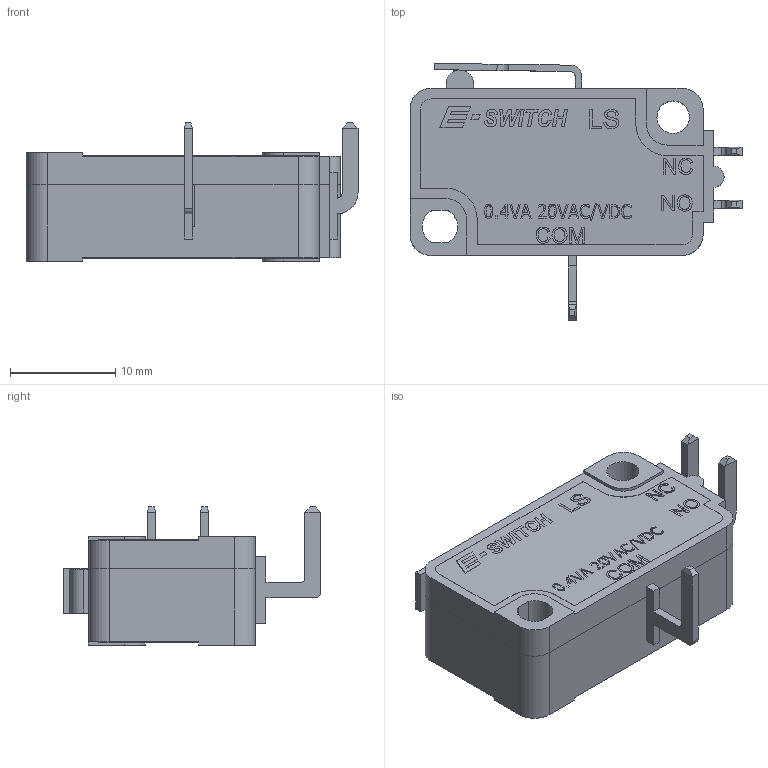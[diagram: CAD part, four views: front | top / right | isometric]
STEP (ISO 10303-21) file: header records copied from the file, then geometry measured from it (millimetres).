
FILE_DESCRIPTION(/* description */ (''),/* implementation_level */ '2;1');
FILE_NAME(/* name */ 'LS085R101FxxxV2A.stp',/* time_stamp */ '2025-05-23T10:35:25-05:00',/* author */ ('mroman'),/* organization */ (''),/* preprocessor_version */ 'ST-DEVELOPER v18.1',/* originating_system */ 'Autodesk Inventor 2022',/* authorisation */ '');
FILE_SCHEMA (('AUTOMOTIVE_DESIGN { 1 0 10303 214 3 1 1 }'));
Length unit declared in the file: centimetre
Products named in the file (1): LS085R101FxxxV2A
Bounding box: 31.6 x 24.48 x 13.15 mm (x, y, z)
Volume: 4308.4 mm3; surface area: 2430.8 mm2
Topology: 1 solids, 1 shells, 550 faces, 1483 edges, 976 vertices
Faces by surface type: plane 372, bspline 138, cylinder 40
Full cylindrical faces by diameter (mm): 3.1 x2
Entity records: 18796 total; most frequent: CARTESIAN_POINT 5826, ORIENTED_EDGE 2968, DIRECTION 2106, EDGE_CURVE 1484, LINE 1136, VECTOR 1136, VERTEX_POINT 976, EDGE_LOOP 596
